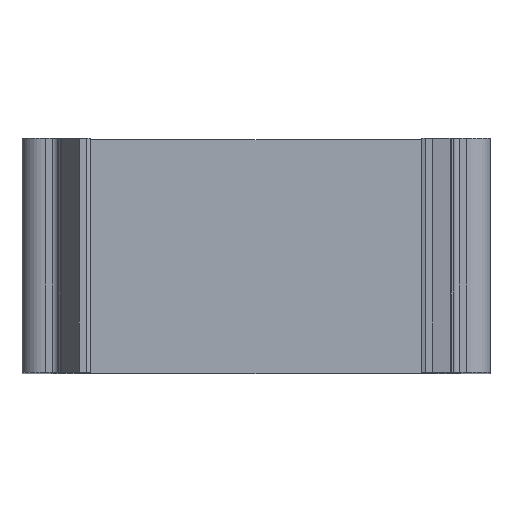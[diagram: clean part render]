
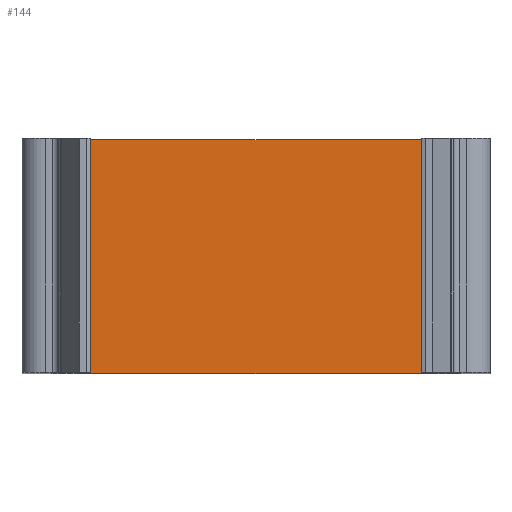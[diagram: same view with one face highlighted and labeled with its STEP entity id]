
A CAD part, top view. The second image highlights one B-rep face of the part: STEP entity #144.
In plain terms, the highlighted planar face has unit normal (0, 0, 1).
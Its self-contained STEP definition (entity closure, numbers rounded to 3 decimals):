
#29 = CARTESIAN_POINT ( 'NONE',  ( -7.5, 10., -37.5 ) ) ;
#53 = VECTOR ( 'NONE', #214, 1000. ) ;
#84 = DIRECTION ( 'NONE',  ( -1., 0., 0. ) ) ;
#102 = LINE ( 'NONE', #910, #1067 ) ;
#144 = ADVANCED_FACE ( 'NONE', ( #1226 ), #1183, .T. ) ;
#152 = LINE ( 'NONE', #1039, #53 ) ;
#179 = EDGE_CURVE ( 'NONE', #589, #656, #286, .T. ) ;
#214 = DIRECTION ( 'NONE',  ( -1., 0., 0. ) ) ;
#254 = AXIS2_PLACEMENT_3D ( 'NONE', #29, #482, #1308 ) ;
#286 = LINE ( 'NONE', #762, #1357 ) ;
#311 = EDGE_LOOP ( 'NONE', ( #1205, #1117, #683, #1286 ) ) ;
#408 = CARTESIAN_POINT ( 'NONE',  ( 15., 10., -37.5 ) ) ;
#435 = EDGE_CURVE ( 'NONE', #492, #656, #152, .T. ) ;
#482 = DIRECTION ( 'NONE',  ( 0., 0., 1. ) ) ;
#492 = VERTEX_POINT ( 'NONE', #1504 ) ;
#589 = VERTEX_POINT ( 'NONE', #1223 ) ;
#594 = VERTEX_POINT ( 'NONE', #408 ) ;
#625 = DIRECTION ( 'NONE',  ( 0., -1., 0. ) ) ;
#636 = CARTESIAN_POINT ( 'NONE',  ( -15., -10., -37.5 ) ) ;
#656 = VERTEX_POINT ( 'NONE', #636 ) ;
#677 = EDGE_CURVE ( 'NONE', #492, #594, #1500, .T. ) ;
#683 = ORIENTED_EDGE ( 'NONE', *, *, #435, .F. ) ;
#762 = CARTESIAN_POINT ( 'NONE',  ( -15., 10., -37.5 ) ) ;
#910 = CARTESIAN_POINT ( 'NONE',  ( -16.348, 10., -37.5 ) ) ;
#981 = VECTOR ( 'NONE', #990, 1000. ) ;
#990 = DIRECTION ( 'NONE',  ( 0., 1., 0. ) ) ;
#1039 = CARTESIAN_POINT ( 'NONE',  ( -16.348, -10., -37.5 ) ) ;
#1067 = VECTOR ( 'NONE', #84, 1000. ) ;
#1117 = ORIENTED_EDGE ( 'NONE', *, *, #179, .T. ) ;
#1183 = PLANE ( 'NONE',  #254 ) ;
#1205 = ORIENTED_EDGE ( 'NONE', *, *, #1437, .T. ) ;
#1223 = CARTESIAN_POINT ( 'NONE',  ( -15., 10., -37.5 ) ) ;
#1226 = FACE_OUTER_BOUND ( 'NONE', #311, .T. ) ;
#1286 = ORIENTED_EDGE ( 'NONE', *, *, #677, .T. ) ;
#1308 = DIRECTION ( 'NONE',  ( 1., 0., 0. ) ) ;
#1357 = VECTOR ( 'NONE', #625, 1000. ) ;
#1437 = EDGE_CURVE ( 'NONE', #594, #589, #102, .T. ) ;
#1464 = CARTESIAN_POINT ( 'NONE',  ( 15., 10., -37.5 ) ) ;
#1500 = LINE ( 'NONE', #1464, #981 ) ;
#1504 = CARTESIAN_POINT ( 'NONE',  ( 15., -10., -37.5 ) ) ;
